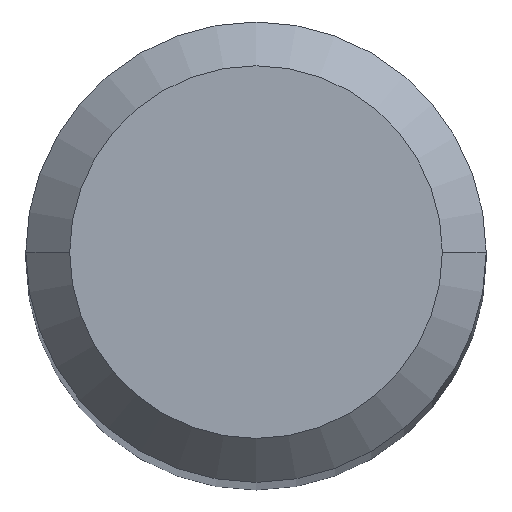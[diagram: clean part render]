
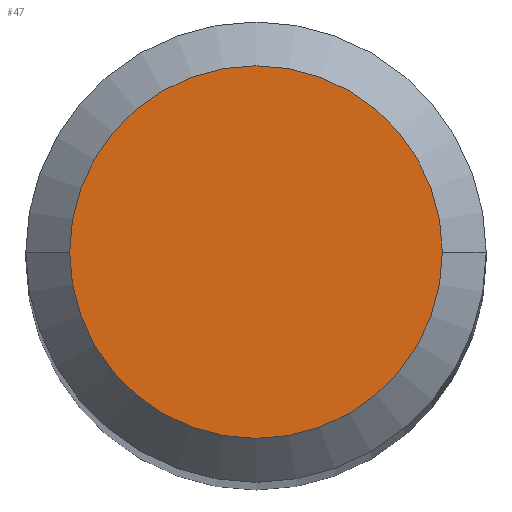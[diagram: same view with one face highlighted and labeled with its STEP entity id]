
A CAD part, top view. The second image highlights one B-rep face of the part: STEP entity #47.
In plain terms, the highlighted planar face has unit normal (0, 0, 1).
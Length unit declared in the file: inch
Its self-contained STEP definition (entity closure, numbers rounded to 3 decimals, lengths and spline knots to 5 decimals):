
#28 = ORIENTED_EDGE ( 'NONE', *, *, #190, .T. ) ;
#47 = ADVANCED_FACE ( 'NONE', ( #197 ), #125, .T. ) ;
#50 = ORIENTED_EDGE ( 'NONE', *, *, #99, .T. ) ;
#54 = CIRCLE ( 'NONE', #238, 0.06374 ) ;
#76 = AXIS2_PLACEMENT_3D ( 'NONE', #274, #131, #229 ) ;
#77 = DIRECTION ( 'NONE',  ( 1., 0., 0. ) ) ;
#99 = EDGE_CURVE ( 'NONE', #164, #189, #54, .T. ) ;
#101 = CARTESIAN_POINT ( 'NONE',  ( 0., 0., 1.9685 ) ) ;
#105 = DIRECTION ( 'NONE',  ( 1., 0., 0. ) ) ;
#125 = PLANE ( 'NONE',  #290 ) ;
#131 = DIRECTION ( 'NONE',  ( 0., 0., 1. ) ) ;
#153 = CARTESIAN_POINT ( 'NONE',  ( 0., 0., 1.9685 ) ) ;
#157 = DIRECTION ( 'NONE',  ( 0., 0., 1. ) ) ;
#164 = VERTEX_POINT ( 'NONE', #228 ) ;
#189 = VERTEX_POINT ( 'NONE', #251 ) ;
#190 = EDGE_CURVE ( 'NONE', #189, #164, #297, .T. ) ;
#197 = FACE_OUTER_BOUND ( 'NONE', #293, .T. ) ;
#198 = DIRECTION ( 'NONE',  ( 0., 0., 1. ) ) ;
#228 = CARTESIAN_POINT ( 'NONE',  ( -0.06374, 0., 1.9685 ) ) ;
#229 = DIRECTION ( 'NONE',  ( 1., 0., 0. ) ) ;
#238 = AXIS2_PLACEMENT_3D ( 'NONE', #153, #157, #105 ) ;
#251 = CARTESIAN_POINT ( 'NONE',  ( 0.06374, 0., 1.9685 ) ) ;
#274 = CARTESIAN_POINT ( 'NONE',  ( 0., 0., 1.9685 ) ) ;
#290 = AXIS2_PLACEMENT_3D ( 'NONE', #101, #198, #77 ) ;
#293 = EDGE_LOOP ( 'NONE', ( #50, #28 ) ) ;
#297 = CIRCLE ( 'NONE', #76, 0.06374 ) ;
